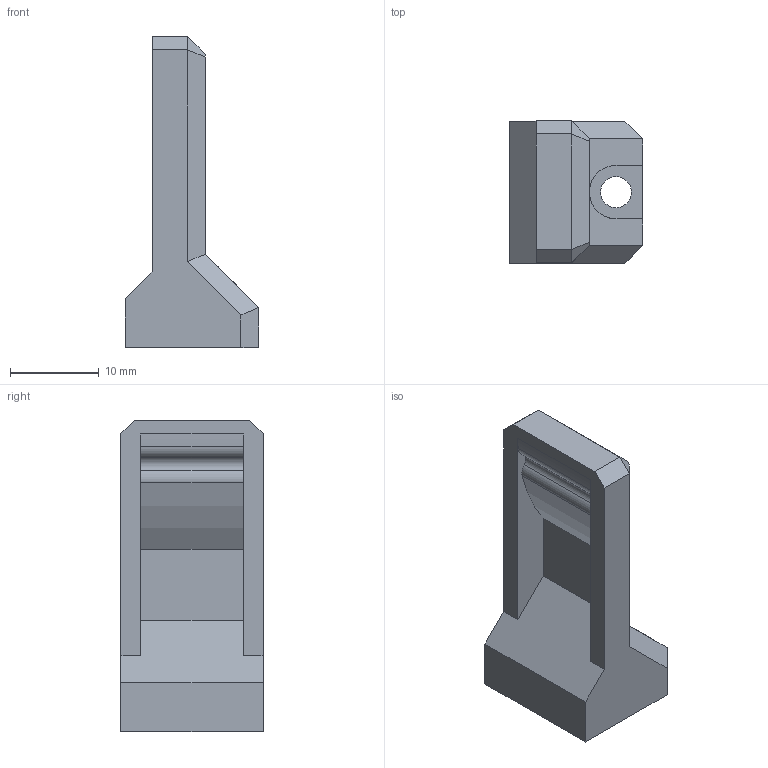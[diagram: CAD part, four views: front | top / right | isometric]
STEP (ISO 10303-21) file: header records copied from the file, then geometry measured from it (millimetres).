
FILE_DESCRIPTION(/* description */ (''),/* implementation_level */ '2;1');
FILE_NAME(/* name */ 'switch-cover.stp',/* time_stamp */ '2023-12-19T12:59:24+01:00',/* author */ ('Dominik Tebich'),/* organization */ (''),/* preprocessor_version */ 'ST-DEVELOPER v19.2',/* originating_system */ 'Autodesk Inventor 2023',/* authorisation */ '');
FILE_SCHEMA (('AUTOMOTIVE_DESIGN { 1 0 10303 214 3 1 1 }'));
Length unit declared in the file: millimetre
Products named in the file (1): switch-cover_R2
Bounding box: 15 x 16 x 35 mm (x, y, z)
Volume: 3417.6 mm3; surface area: 2184.6 mm2
Topology: 1 solids, 1 shells, 71 faces, 189 edges, 123 vertices
Faces by surface type: plane 48, bspline 16, cylinder 7
Full cylindrical faces by diameter (mm): 3.5 x1
Entity records: 2309 total; most frequent: CARTESIAN_POINT 592, ORIENTED_EDGE 378, DIRECTION 284, EDGE_CURVE 189, LINE 142, VECTOR 142, VERTEX_POINT 123, EDGE_LOOP 76
